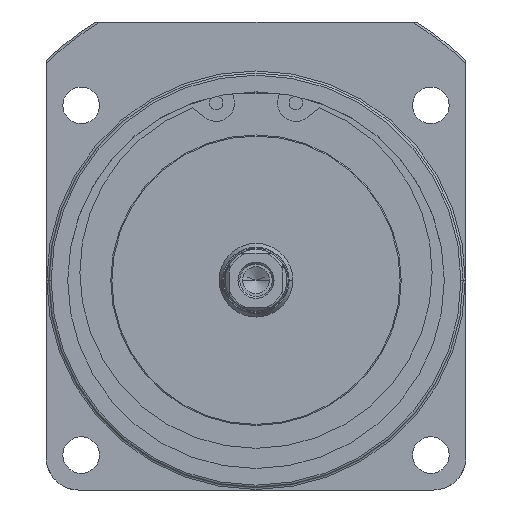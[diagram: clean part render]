
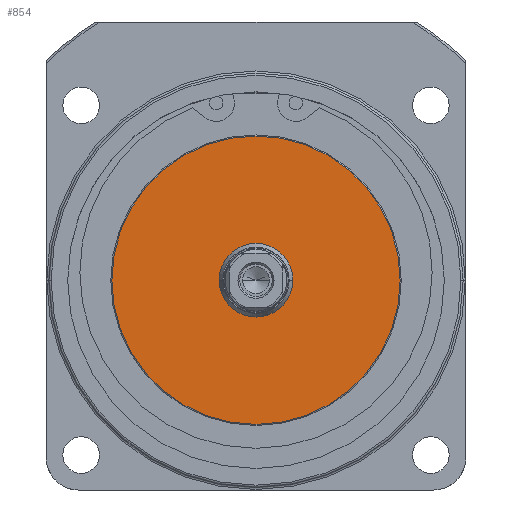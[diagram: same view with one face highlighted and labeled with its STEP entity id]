
A CAD part, front view. The second image highlights one B-rep face of the part: STEP entity #854.
In plain terms, the highlighted planar face has unit normal (0, -1, 0).
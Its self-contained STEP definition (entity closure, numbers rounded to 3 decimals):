
#854 = ADVANCED_FACE ( 'NONE', ( #5217, #5200 ), #5683, .F. ) ;
#2009 = CARTESIAN_POINT ( 'NONE',  ( 26.8, -127.7, 0. ) ) ;
#2011 = CARTESIAN_POINT ( 'NONE',  ( -26.8, -127.7, 0. ) ) ;
#2040 = CARTESIAN_POINT ( 'NONE',  ( 6.85, -127.7, 0. ) ) ;
#2073 = CARTESIAN_POINT ( 'NONE',  ( -6.85, -127.7, 0. ) ) ;
#3192 = AXIS2_PLACEMENT_3D ( 'NONE', #8360, #8361, #8362 ) ;
#3197 = AXIS2_PLACEMENT_3D ( 'NONE', #8372, #8373, #8374 ) ;
#3349 = AXIS2_PLACEMENT_3D ( 'NONE', #4824, #4828, #4829 ) ;
#3352 = AXIS2_PLACEMENT_3D ( 'NONE', #4830, #4831, #4832 ) ;
#4824 = CARTESIAN_POINT ( 'NONE',  ( 0., -127.7, 0. ) ) ;
#4828 = DIRECTION ( 'NONE',  ( 0., -1., 0. ) ) ;
#4829 = DIRECTION ( 'NONE',  ( 1., 0., 0. ) ) ;
#4830 = CARTESIAN_POINT ( 'NONE',  ( 0., -127.7, 0. ) ) ;
#4831 = DIRECTION ( 'NONE',  ( 0., -1., 0. ) ) ;
#4832 = DIRECTION ( 'NONE',  ( 1., 0., 0. ) ) ;
#5200 = FACE_BOUND ( 'NONE', #10477, .T. ) ;
#5214 = AXIS2_PLACEMENT_3D ( 'NONE', #5684, #5685, #5686 ) ;
#5217 = FACE_OUTER_BOUND ( 'NONE', #10476, .T. ) ;
#5683 = PLANE ( 'NONE',  #5214 ) ;
#5684 = CARTESIAN_POINT ( 'NONE',  ( -26.8, -127.7, 0. ) ) ;
#5685 = DIRECTION ( 'NONE',  ( 0., 1., 0. ) ) ;
#5686 = DIRECTION ( 'NONE',  ( -1., 0., 0. ) ) ;
#6051 = EDGE_CURVE ( 'NONE', #10842, #10809, #6611, .T. ) ;
#6055 = EDGE_CURVE ( 'NONE', #10778, #10780, #6614, .T. ) ;
#6232 = EDGE_CURVE ( 'NONE', #10780, #10778, #6697, .T. ) ;
#6233 = EDGE_CURVE ( 'NONE', #10809, #10842, #6698, .T. ) ;
#6611 = CIRCLE ( 'NONE', #3192, 6.85 ) ;
#6614 = CIRCLE ( 'NONE', #3197, 26.8 ) ;
#6697 = CIRCLE ( 'NONE', #3349, 26.8 ) ;
#6698 = CIRCLE ( 'NONE', #3352, 6.85 ) ;
#6936 = ORIENTED_EDGE ( 'NONE', *, *, #6055, .T. ) ;
#6938 = ORIENTED_EDGE ( 'NONE', *, *, #6232, .T. ) ;
#6939 = ORIENTED_EDGE ( 'NONE', *, *, #6233, .F. ) ;
#6941 = ORIENTED_EDGE ( 'NONE', *, *, #6051, .F. ) ;
#8360 = CARTESIAN_POINT ( 'NONE',  ( 0., -127.7, 0. ) ) ;
#8361 = DIRECTION ( 'NONE',  ( 0., -1., 0. ) ) ;
#8362 = DIRECTION ( 'NONE',  ( 1., 0., 0. ) ) ;
#8372 = CARTESIAN_POINT ( 'NONE',  ( 0., -127.7, 0. ) ) ;
#8373 = DIRECTION ( 'NONE',  ( 0., -1., 0. ) ) ;
#8374 = DIRECTION ( 'NONE',  ( 1., 0., 0. ) ) ;
#10476 = EDGE_LOOP ( 'NONE', ( #6936, #6938 ) ) ;
#10477 = EDGE_LOOP ( 'NONE', ( #6939, #6941 ) ) ;
#10778 = VERTEX_POINT ( 'NONE', #2009 ) ;
#10780 = VERTEX_POINT ( 'NONE', #2011 ) ;
#10809 = VERTEX_POINT ( 'NONE', #2040 ) ;
#10842 = VERTEX_POINT ( 'NONE', #2073 ) ;
